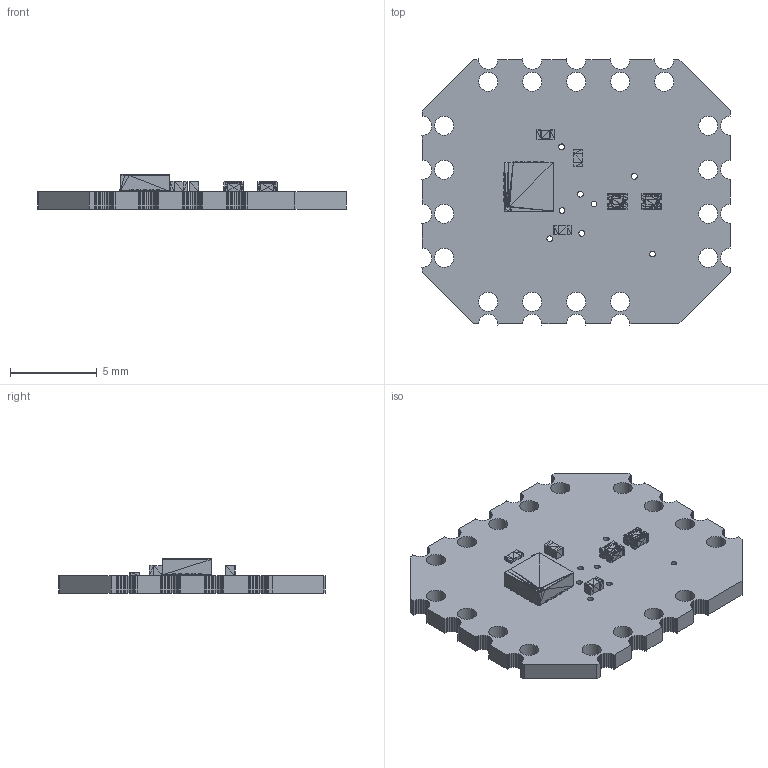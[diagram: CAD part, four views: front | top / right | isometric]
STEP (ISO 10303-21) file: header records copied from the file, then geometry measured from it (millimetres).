
FILE_DESCRIPTION(('for SolidWorks'),'2;1');
FILE_NAME('captouch.step','2015-02-22T18:27:16',('Chris Hamilton'),(''), 'Open CASCADE STEP processor 6.6','Diptrace','Unknown');
FILE_SCHEMA(('AUTOMOTIVE_DESIGN { 1 0 10303 214 1 1 1 1 }'));
Length unit declared in the file: millimetre
Products named in the file (6): PCB; Board; cap_0402; rescax-4_1x1x0.65; res_0402; qfn-20_3x3x0.4
Assembly tree (7 placements, depth 2):
  PCB
    Board
    cap_0402  x2
    rescax-4_1x1x0.65  x2
    res_0402
    qfn-20_3x3x0.4
Bounding box: 17.82 x 15.41 x 1.97 mm (x, y, z)
Volume: 228.6 mm3; surface area: 653.2 mm2
Topology: 1 solids, 35 shells, 3293 faces, 5514 edges, 2287 vertices
Faces by surface type: plane 3268, cylinder 25
Full cylindrical faces by diameter (mm): 0.33 x8, 1.1 x17
Entity records: 73911 total; most frequent: DIRECTION 10014, CARTESIAN_POINT 9244, ORIENTED_EDGE 9174, EDGE_CURVE 4590, LINE 4540, VECTOR 4540, AXIS2_PLACEMENT_3D 2737, FACE_BOUND 2729
